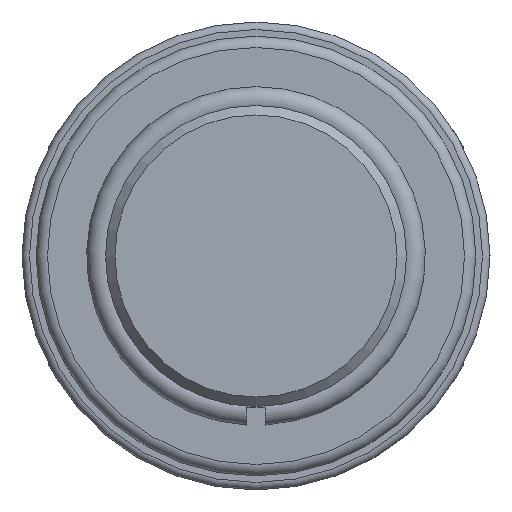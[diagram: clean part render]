
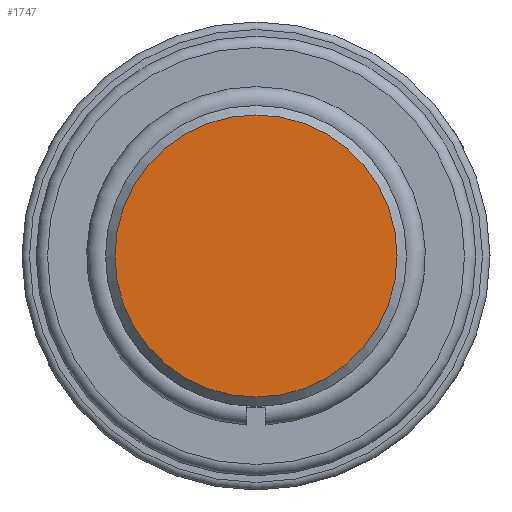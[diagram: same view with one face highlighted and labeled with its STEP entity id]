
A CAD part, left-side view. The second image highlights one B-rep face of the part: STEP entity #1747.
In plain terms, the highlighted planar face has unit normal (-1, 0, 0).
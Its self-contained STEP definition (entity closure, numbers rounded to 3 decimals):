
#1731=CARTESIAN_POINT('',(0.,6.988,0.0));
#1732=DIRECTION('',(-1.0,0.0,0.0));
#1733=DIRECTION('',(0.0,0.0,1.0));
#1734=AXIS2_PLACEMENT_3D('',#1731,#1732,#1733);
#1735=PLANE('',#1734);
#1736=CARTESIAN_POINT('',(0.,7.475,0.0));
#1737=VERTEX_POINT('',#1736);
#1738=CARTESIAN_POINT('',(0.0,0.0,0.0));
#1739=DIRECTION('',(1.0,0.0,0.0));
#1740=DIRECTION('',(0.0,1.0,0.0));
#1741=AXIS2_PLACEMENT_3D('',#1738,#1739,#1740);
#1742=CIRCLE('',#1741,7.475);
#1743=EDGE_CURVE('',#1737,#1737,#1742,.T.);
#1744=ORIENTED_EDGE('',*,*,#1743,.F.);
#1745=EDGE_LOOP('',(#1744));
#1746=FACE_OUTER_BOUND('',#1745,.T.);
#1747=ADVANCED_FACE('',(#1746),#1735,.T.);
